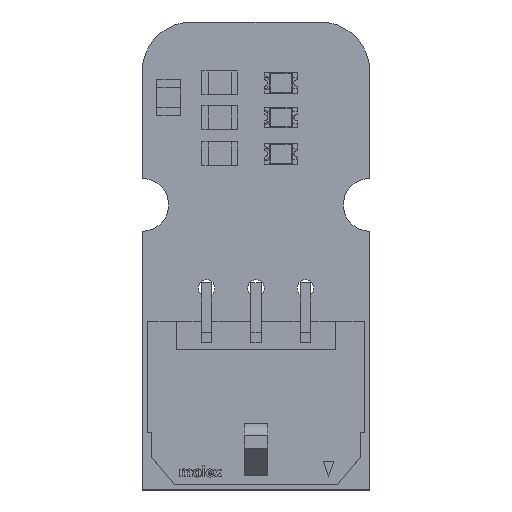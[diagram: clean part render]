
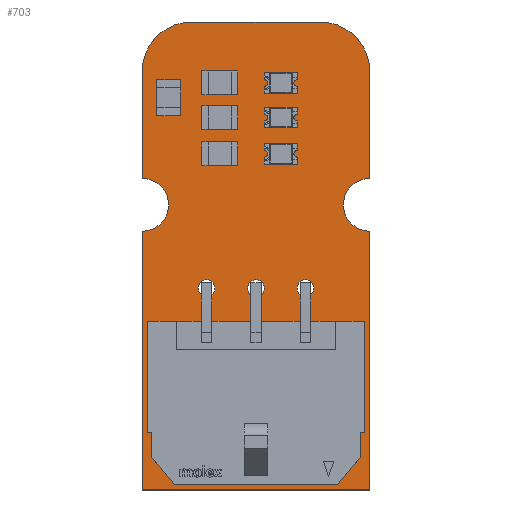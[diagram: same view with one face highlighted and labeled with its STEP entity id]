
A CAD part, top view. The second image highlights one B-rep face of the part: STEP entity #703.
In plain terms, the highlighted planar face has unit normal (0, 0, 1).
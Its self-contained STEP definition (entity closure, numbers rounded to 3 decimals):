
#88 = VERTEX_POINT('',#89);
#89 = CARTESIAN_POINT('',(39.2,25.4,1.591));
#95 = EDGE_CURVE('',#88,#96,#98,.T.);
#96 = VERTEX_POINT('',#97);
#97 = CARTESIAN_POINT('',(25.4,25.4,1.591));
#98 = LINE('',#99,#100);
#99 = CARTESIAN_POINT('',(39.2,25.4,1.591));
#100 = VECTOR('',#101,1.);
#101 = DIRECTION('',(-1.,0.,0.));
#128 = VERTEX_POINT('',#129);
#129 = CARTESIAN_POINT('',(39.2,41.1,1.591));
#135 = EDGE_CURVE('',#128,#88,#136,.T.);
#136 = LINE('',#137,#138);
#137 = CARTESIAN_POINT('',(39.2,50.8,1.591));
#138 = VECTOR('',#139,1.);
#139 = DIRECTION('',(0.,-1.,0.));
#159 = VERTEX_POINT('',#160);
#160 = CARTESIAN_POINT('',(39.2,44.3,1.591));
#166 = EDGE_CURVE('',#159,#128,#167,.T.);
#167 = CIRCLE('',#168,1.6);
#168 = AXIS2_PLACEMENT_3D('',#169,#170,#171);
#169 = CARTESIAN_POINT('',(39.2,42.7,1.591));
#170 = DIRECTION('',(0.,0.,1.));
#171 = DIRECTION('',(1.,0.,-0.));
#192 = VERTEX_POINT('',#193);
#193 = CARTESIAN_POINT('',(39.2,50.8,1.591));
#199 = EDGE_CURVE('',#192,#159,#200,.T.);
#200 = LINE('',#201,#202);
#201 = CARTESIAN_POINT('',(39.2,50.8,1.591));
#202 = VECTOR('',#203,1.);
#203 = DIRECTION('',(0.,-1.,0.));
#223 = VERTEX_POINT('',#224);
#224 = CARTESIAN_POINT('',(36.2,53.8,1.591));
#230 = EDGE_CURVE('',#223,#192,#231,.T.);
#231 = CIRCLE('',#232,3.001);
#232 = AXIS2_PLACEMENT_3D('',#233,#234,#235);
#233 = CARTESIAN_POINT('',(36.199,50.799,1.591));
#234 = DIRECTION('',(0.,0.,-1.));
#235 = DIRECTION('',(0.,1.,0.));
#256 = VERTEX_POINT('',#257);
#257 = CARTESIAN_POINT('',(28.4,53.8,1.591));
#263 = EDGE_CURVE('',#256,#223,#264,.T.);
#264 = LINE('',#265,#266);
#265 = CARTESIAN_POINT('',(28.4,53.8,1.591));
#266 = VECTOR('',#267,1.);
#267 = DIRECTION('',(1.,0.,0.));
#287 = VERTEX_POINT('',#288);
#288 = CARTESIAN_POINT('',(25.4,50.8,1.591));
#294 = EDGE_CURVE('',#287,#256,#295,.T.);
#295 = CIRCLE('',#296,3.001);
#296 = AXIS2_PLACEMENT_3D('',#297,#298,#299);
#297 = CARTESIAN_POINT('',(28.401,50.799,1.591));
#298 = DIRECTION('',(0.,0.,-1.));
#299 = DIRECTION('',(-1.,0.,0.));
#320 = VERTEX_POINT('',#321);
#321 = CARTESIAN_POINT('',(25.4,44.3,1.591));
#327 = EDGE_CURVE('',#320,#287,#328,.T.);
#328 = LINE('',#329,#330);
#329 = CARTESIAN_POINT('',(25.4,25.4,1.591));
#330 = VECTOR('',#331,1.);
#331 = DIRECTION('',(0.,1.,0.));
#351 = VERTEX_POINT('',#352);
#352 = CARTESIAN_POINT('',(27.,42.7,1.591));
#358 = EDGE_CURVE('',#351,#320,#359,.T.);
#359 = CIRCLE('',#360,1.6);
#360 = AXIS2_PLACEMENT_3D('',#361,#362,#363);
#361 = CARTESIAN_POINT('',(25.4,42.7,1.591));
#362 = DIRECTION('',(0.,0.,1.));
#363 = DIRECTION('',(1.,0.,-0.));
#384 = VERTEX_POINT('',#385);
#385 = CARTESIAN_POINT('',(25.4,41.1,1.591));
#391 = EDGE_CURVE('',#384,#351,#392,.T.);
#392 = CIRCLE('',#393,1.6);
#393 = AXIS2_PLACEMENT_3D('',#394,#395,#396);
#394 = CARTESIAN_POINT('',(25.4,42.7,1.591));
#395 = DIRECTION('',(0.,0.,1.));
#396 = DIRECTION('',(1.,0.,-0.));
#415 = EDGE_CURVE('',#96,#384,#416,.T.);
#416 = LINE('',#417,#418);
#417 = CARTESIAN_POINT('',(25.4,25.4,1.591));
#418 = VECTOR('',#419,1.);
#419 = DIRECTION('',(0.,1.,0.));
#439 = VERTEX_POINT('',#440);
#440 = CARTESIAN_POINT('',(33.8,30.325,1.591));
#446 = EDGE_CURVE('',#439,#439,#447,.T.);
#447 = CIRCLE('',#448,1.5);
#448 = AXIS2_PLACEMENT_3D('',#449,#450,#451);
#449 = CARTESIAN_POINT('',(32.3,30.325,1.591));
#450 = DIRECTION('',(0.,0.,1.));
#451 = DIRECTION('',(1.,0.,-0.));
#472 = VERTEX_POINT('',#473);
#473 = CARTESIAN_POINT('',(35.81,34.645,1.591));
#479 = EDGE_CURVE('',#472,#472,#480,.T.);
#480 = CIRCLE('',#481,0.51);
#481 = AXIS2_PLACEMENT_3D('',#482,#483,#484);
#482 = CARTESIAN_POINT('',(35.3,34.645,1.591));
#483 = DIRECTION('',(0.,0.,1.));
#484 = DIRECTION('',(1.,0.,-0.));
#505 = VERTEX_POINT('',#506);
#506 = CARTESIAN_POINT('',(35.81,37.645,1.591));
#512 = EDGE_CURVE('',#505,#505,#513,.T.);
#513 = CIRCLE('',#514,0.51);
#514 = AXIS2_PLACEMENT_3D('',#515,#516,#517);
#515 = CARTESIAN_POINT('',(35.3,37.645,1.591));
#516 = DIRECTION('',(0.,0.,1.));
#517 = DIRECTION('',(1.,0.,-0.));
#538 = VERTEX_POINT('',#539);
#539 = CARTESIAN_POINT('',(32.81,34.645,1.591));
#545 = EDGE_CURVE('',#538,#538,#546,.T.);
#546 = CIRCLE('',#547,0.51);
#547 = AXIS2_PLACEMENT_3D('',#548,#549,#550);
#548 = CARTESIAN_POINT('',(32.3,34.645,1.591));
#549 = DIRECTION('',(0.,0.,1.));
#550 = DIRECTION('',(1.,0.,-0.));
#571 = VERTEX_POINT('',#572);
#572 = CARTESIAN_POINT('',(29.81,34.645,1.591));
#578 = EDGE_CURVE('',#571,#571,#579,.T.);
#579 = CIRCLE('',#580,0.51);
#580 = AXIS2_PLACEMENT_3D('',#581,#582,#583);
#581 = CARTESIAN_POINT('',(29.3,34.645,1.591));
#582 = DIRECTION('',(0.,0.,1.));
#583 = DIRECTION('',(1.,0.,-0.));
#604 = VERTEX_POINT('',#605);
#605 = CARTESIAN_POINT('',(32.81,37.645,1.591));
#611 = EDGE_CURVE('',#604,#604,#612,.T.);
#612 = CIRCLE('',#613,0.51);
#613 = AXIS2_PLACEMENT_3D('',#614,#615,#616);
#614 = CARTESIAN_POINT('',(32.3,37.645,1.591));
#615 = DIRECTION('',(0.,0.,1.));
#616 = DIRECTION('',(1.,0.,-0.));
#637 = VERTEX_POINT('',#638);
#638 = CARTESIAN_POINT('',(29.81,37.645,1.591));
#644 = EDGE_CURVE('',#637,#637,#645,.T.);
#645 = CIRCLE('',#646,0.51);
#646 = AXIS2_PLACEMENT_3D('',#647,#648,#649);
#647 = CARTESIAN_POINT('',(29.3,37.645,1.591));
#648 = DIRECTION('',(0.,0.,1.));
#649 = DIRECTION('',(1.,0.,-0.));
#703 = ADVANCED_FACE('',(#704,#717,#720,#723,#726,#729,#732,#735),#738,
  .F.);
#704 = FACE_BOUND('',#705,.F.);
#705 = EDGE_LOOP('',(#706,#707,#708,#709,#710,#711,#712,#713,#714,#715,
    #716));
#706 = ORIENTED_EDGE('',*,*,#95,.T.);
#707 = ORIENTED_EDGE('',*,*,#415,.T.);
#708 = ORIENTED_EDGE('',*,*,#391,.T.);
#709 = ORIENTED_EDGE('',*,*,#358,.T.);
#710 = ORIENTED_EDGE('',*,*,#327,.T.);
#711 = ORIENTED_EDGE('',*,*,#294,.T.);
#712 = ORIENTED_EDGE('',*,*,#263,.T.);
#713 = ORIENTED_EDGE('',*,*,#230,.T.);
#714 = ORIENTED_EDGE('',*,*,#199,.T.);
#715 = ORIENTED_EDGE('',*,*,#166,.T.);
#716 = ORIENTED_EDGE('',*,*,#135,.T.);
#717 = FACE_BOUND('',#718,.F.);
#718 = EDGE_LOOP('',(#719));
#719 = ORIENTED_EDGE('',*,*,#446,.T.);
#720 = FACE_BOUND('',#721,.F.);
#721 = EDGE_LOOP('',(#722));
#722 = ORIENTED_EDGE('',*,*,#479,.T.);
#723 = FACE_BOUND('',#724,.F.);
#724 = EDGE_LOOP('',(#725));
#725 = ORIENTED_EDGE('',*,*,#512,.T.);
#726 = FACE_BOUND('',#727,.F.);
#727 = EDGE_LOOP('',(#728));
#728 = ORIENTED_EDGE('',*,*,#545,.T.);
#729 = FACE_BOUND('',#730,.F.);
#730 = EDGE_LOOP('',(#731));
#731 = ORIENTED_EDGE('',*,*,#578,.T.);
#732 = FACE_BOUND('',#733,.F.);
#733 = EDGE_LOOP('',(#734));
#734 = ORIENTED_EDGE('',*,*,#611,.T.);
#735 = FACE_BOUND('',#736,.F.);
#736 = EDGE_LOOP('',(#737));
#737 = ORIENTED_EDGE('',*,*,#644,.T.);
#738 = PLANE('',#739);
#739 = AXIS2_PLACEMENT_3D('',#740,#741,#742);
#740 = CARTESIAN_POINT('',(32.3,39.115,1.591));
#741 = DIRECTION('',(-0.,-0.,-1.));
#742 = DIRECTION('',(-1.,0.,0.));
